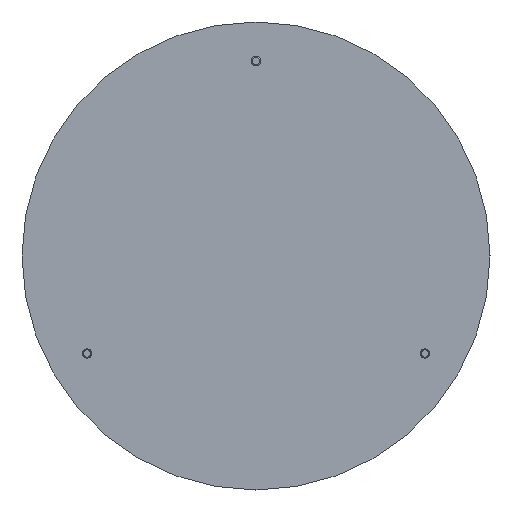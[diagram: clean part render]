
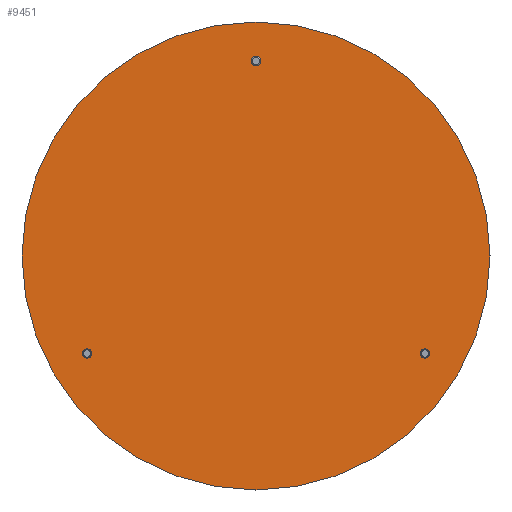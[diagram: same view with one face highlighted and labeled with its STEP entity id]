
A CAD part, front view. The second image highlights one B-rep face of the part: STEP entity #9451.
In plain terms, the highlighted face is planar.
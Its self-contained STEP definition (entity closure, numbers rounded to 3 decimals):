
#146 = CARTESIAN_POINT ( 'NONE',  ( 32.75, -54.127, 0. ) ) ;
#293 = ORIENTED_EDGE ( 'NONE', *, *, #3148, .F. ) ;
#418 = DIRECTION ( 'NONE',  ( 0., 0., 1. ) ) ;
#450 = DIRECTION ( 'NONE',  ( 0., 0., 1. ) ) ;
#608 = DIRECTION ( 'NONE',  ( -0.5, -0.866, 0. ) ) ;
#836 = PLANE ( 'NONE',  #16659 ) ;
#862 = ORIENTED_EDGE ( 'NONE', *, *, #13855, .T. ) ;
#1952 = VERTEX_POINT ( 'NONE', #146 ) ;
#1959 = DIRECTION ( 'NONE',  ( -0.5, -0.866, 0. ) ) ;
#3003 = VERTEX_POINT ( 'NONE', #11387 ) ;
#3148 = EDGE_CURVE ( 'NONE', #8412, #4939, #9262, .T. ) ;
#3515 = CARTESIAN_POINT ( 'NONE',  ( -62.5, 0., 0. ) ) ;
#3538 = CARTESIAN_POINT ( 'NONE',  ( 0., 0., 0. ) ) ;
#3556 = EDGE_LOOP ( 'NONE', ( #15328, #15672 ) ) ;
#3588 = DIRECTION ( 'NONE',  ( -0.5, 0.866, 0. ) ) ;
#3723 = DIRECTION ( 'NONE',  ( 1., 0., 0. ) ) ;
#3751 = CIRCLE ( 'NONE', #13326, 1.5 ) ;
#4005 = VERTEX_POINT ( 'NONE', #7499 ) ;
#4011 = EDGE_LOOP ( 'NONE', ( #6574, #293 ) ) ;
#4563 = EDGE_CURVE ( 'NONE', #4644, #1952, #7970, .T. ) ;
#4644 = VERTEX_POINT ( 'NONE', #16342 ) ;
#4714 = FACE_BOUND ( 'NONE', #10413, .T. ) ;
#4802 = DIRECTION ( 'NONE',  ( 0., 0., 1. ) ) ;
#4899 = DIRECTION ( 'NONE',  ( 1., 0., 0. ) ) ;
#4939 = VERTEX_POINT ( 'NONE', #10997 ) ;
#5621 = VERTEX_POINT ( 'NONE', #16511 ) ;
#5665 = AXIS2_PLACEMENT_3D ( 'NONE', #12250, #4802, #1959 ) ;
#5950 = DIRECTION ( 'NONE',  ( 0., 0., 1. ) ) ;
#6134 = FACE_OUTER_BOUND ( 'NONE', #4011, .T. ) ;
#6158 = EDGE_CURVE ( 'NONE', #4939, #8412, #16990, .T. ) ;
#6441 = AXIS2_PLACEMENT_3D ( 'NONE', #9625, #12393, #3588 ) ;
#6492 = EDGE_LOOP ( 'NONE', ( #16499, #862 ) ) ;
#6563 = FACE_BOUND ( 'NONE', #3556, .T. ) ;
#6574 = ORIENTED_EDGE ( 'NONE', *, *, #6158, .F. ) ;
#6978 = CIRCLE ( 'NONE', #8825, 1.5 ) ;
#7425 = DIRECTION ( 'NONE',  ( 1., 0., 0. ) ) ;
#7499 = CARTESIAN_POINT ( 'NONE',  ( 32.75, 54.127, 0. ) ) ;
#7543 = CARTESIAN_POINT ( 'NONE',  ( 75., 0., 0. ) ) ;
#7852 = AXIS2_PLACEMENT_3D ( 'NONE', #3538, #450, #4899 ) ;
#7970 = CIRCLE ( 'NONE', #14092, 1.5 ) ;
#8412 = VERTEX_POINT ( 'NONE', #7543 ) ;
#8615 = FACE_BOUND ( 'NONE', #6492, .T. ) ;
#8753 = CARTESIAN_POINT ( 'NONE',  ( -62.5, 0., 0. ) ) ;
#8825 = AXIS2_PLACEMENT_3D ( 'NONE', #3515, #15292, #10129 ) ;
#9262 = CIRCLE ( 'NONE', #14583, 75. ) ;
#9321 = CIRCLE ( 'NONE', #6441, 1.5 ) ;
#9451 = ADVANCED_FACE ( 'NONE', ( #8615, #6563, #4714, #6134 ), #836, .F. ) ;
#9625 = CARTESIAN_POINT ( 'NONE',  ( 31.25, -54.127, 0. ) ) ;
#9706 = EDGE_CURVE ( 'NONE', #1952, #4644, #9321, .T. ) ;
#10129 = DIRECTION ( 'NONE',  ( 1., 0., 0. ) ) ;
#10141 = DIRECTION ( 'NONE',  ( 0., 0., 1. ) ) ;
#10185 = VERTEX_POINT ( 'NONE', #13485 ) ;
#10231 = DIRECTION ( 'NONE',  ( 0., 0., 1. ) ) ;
#10413 = EDGE_LOOP ( 'NONE', ( #16004, #11484 ) ) ;
#10697 = EDGE_CURVE ( 'NONE', #3003, #10185, #3751, .T. ) ;
#10997 = CARTESIAN_POINT ( 'NONE',  ( -75., 0., 0. ) ) ;
#11311 = EDGE_CURVE ( 'NONE', #10185, #3003, #6978, .T. ) ;
#11387 = CARTESIAN_POINT ( 'NONE',  ( -64., 0., 0. ) ) ;
#11484 = ORIENTED_EDGE ( 'NONE', *, *, #10697, .T. ) ;
#11723 = DIRECTION ( 'NONE',  ( -0.5, 0.866, 0. ) ) ;
#12250 = CARTESIAN_POINT ( 'NONE',  ( 31.25, 54.127, 0. ) ) ;
#12393 = DIRECTION ( 'NONE',  ( 0., 0., 1. ) ) ;
#13305 = CIRCLE ( 'NONE', #5665, 1.5 ) ;
#13326 = AXIS2_PLACEMENT_3D ( 'NONE', #8753, #5950, #7425 ) ;
#13485 = CARTESIAN_POINT ( 'NONE',  ( -61., 0., 0. ) ) ;
#13814 = DIRECTION ( 'NONE',  ( 0., 0., 1. ) ) ;
#13855 = EDGE_CURVE ( 'NONE', #5621, #4005, #14401, .T. ) ;
#13964 = EDGE_CURVE ( 'NONE', #4005, #5621, #13305, .T. ) ;
#14091 = CARTESIAN_POINT ( 'NONE',  ( 0., 0., 0. ) ) ;
#14092 = AXIS2_PLACEMENT_3D ( 'NONE', #19049, #10231, #11723 ) ;
#14401 = CIRCLE ( 'NONE', #15757, 1.5 ) ;
#14583 = AXIS2_PLACEMENT_3D ( 'NONE', #14720, #10141, #14586 ) ;
#14586 = DIRECTION ( 'NONE',  ( 1., 0., 0. ) ) ;
#14720 = CARTESIAN_POINT ( 'NONE',  ( 0., 0., 0. ) ) ;
#15274 = CARTESIAN_POINT ( 'NONE',  ( 31.25, 54.127, 0. ) ) ;
#15292 = DIRECTION ( 'NONE',  ( 0., 0., 1. ) ) ;
#15328 = ORIENTED_EDGE ( 'NONE', *, *, #9706, .T. ) ;
#15672 = ORIENTED_EDGE ( 'NONE', *, *, #4563, .T. ) ;
#15757 = AXIS2_PLACEMENT_3D ( 'NONE', #15274, #418, #608 ) ;
#16004 = ORIENTED_EDGE ( 'NONE', *, *, #11311, .T. ) ;
#16342 = CARTESIAN_POINT ( 'NONE',  ( 29.75, -54.127, 0. ) ) ;
#16499 = ORIENTED_EDGE ( 'NONE', *, *, #13964, .T. ) ;
#16511 = CARTESIAN_POINT ( 'NONE',  ( 29.75, 54.127, 0. ) ) ;
#16659 = AXIS2_PLACEMENT_3D ( 'NONE', #14091, #13814, #3723 ) ;
#16990 = CIRCLE ( 'NONE', #7852, 75. ) ;
#19049 = CARTESIAN_POINT ( 'NONE',  ( 31.25, -54.127, 0. ) ) ;
